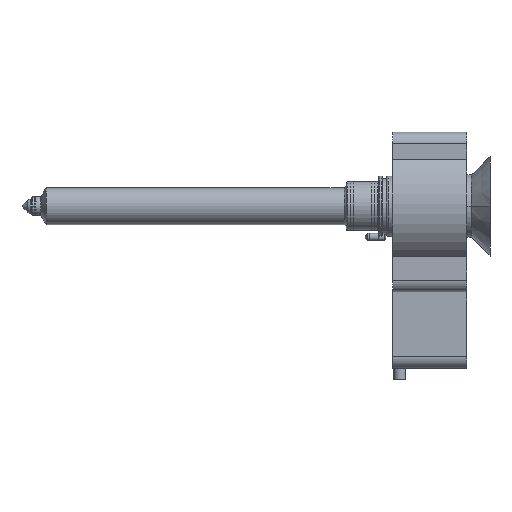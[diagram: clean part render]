
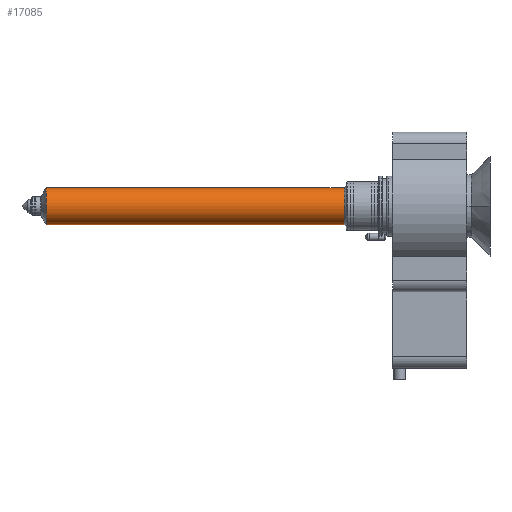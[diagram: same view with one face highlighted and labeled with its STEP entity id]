
A CAD part, top view. The second image highlights one B-rep face of the part: STEP entity #17085.
In plain terms, the highlighted cylindrical face has radius 8 mm (diameter 16 mm), a partial arc.
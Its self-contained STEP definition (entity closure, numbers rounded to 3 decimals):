
#435 = DIRECTION ( 'NONE',  ( -1., 0., 0. ) ) ;
#1161 = DIRECTION ( 'NONE',  ( -1., 0., 0. ) ) ;
#1753 = AXIS2_PLACEMENT_3D ( 'NONE', #19387, #10040, #435 ) ;
#1957 = EDGE_CURVE ( 'NONE', #19972, #10597, #16278, .T. ) ;
#2029 = EDGE_CURVE ( 'NONE', #10597, #10955, #18961, .T. ) ;
#5493 = DIRECTION ( 'NONE',  ( -1., 0., 0. ) ) ;
#5568 = CYLINDRICAL_SURFACE ( 'NONE', #10085, 8. ) ;
#6658 = EDGE_CURVE ( 'NONE', #9436, #10955, #9188, .T. ) ;
#9001 = CIRCLE ( 'NONE', #1753, 8. ) ;
#9188 = LINE ( 'NONE', #18406, #17015 ) ;
#9436 = VERTEX_POINT ( 'NONE', #11521 ) ;
#9799 = AXIS2_PLACEMENT_3D ( 'NONE', #16290, #19423, #5493 ) ;
#10040 = DIRECTION ( 'NONE',  ( 0., 0., -1. ) ) ;
#10085 = AXIS2_PLACEMENT_3D ( 'NONE', #13497, #15032, #1161 ) ;
#10432 = ORIENTED_EDGE ( 'NONE', *, *, #6658, .F. ) ;
#10597 = VERTEX_POINT ( 'NONE', #11526 ) ;
#10947 = ORIENTED_EDGE ( 'NONE', *, *, #18705, .T. ) ;
#10955 = VERTEX_POINT ( 'NONE', #16733 ) ;
#11230 = FACE_OUTER_BOUND ( 'NONE', #15877, .T. ) ;
#11295 = ORIENTED_EDGE ( 'NONE', *, *, #1957, .T. ) ;
#11461 = DIRECTION ( 'NONE',  ( 0., 0., -1. ) ) ;
#11521 = CARTESIAN_POINT ( 'NONE',  ( -8., 0., -10.436 ) ) ;
#11526 = CARTESIAN_POINT ( 'NONE',  ( 8., 0., -139. ) ) ;
#11976 = ORIENTED_EDGE ( 'NONE', *, *, #2029, .T. ) ;
#13497 = CARTESIAN_POINT ( 'NONE',  ( 0., 0., 0. ) ) ;
#15032 = DIRECTION ( 'NONE',  ( 0., 0., -1. ) ) ;
#15877 = EDGE_LOOP ( 'NONE', ( #10947, #11295, #11976, #10432 ) ) ;
#16222 = CARTESIAN_POINT ( 'NONE',  ( 8., 0., 0. ) ) ;
#16278 = LINE ( 'NONE', #16222, #17763 ) ;
#16290 = CARTESIAN_POINT ( 'NONE',  ( 0., 0., -139. ) ) ;
#16378 = CARTESIAN_POINT ( 'NONE',  ( 8., 0., -10.436 ) ) ;
#16733 = CARTESIAN_POINT ( 'NONE',  ( -8., 0., -139. ) ) ;
#16871 = DIRECTION ( 'NONE',  ( 0., 0., -1. ) ) ;
#17015 = VECTOR ( 'NONE', #16871, 1000. ) ;
#17085 = ADVANCED_FACE ( 'NONE', ( #11230 ), #5568, .T. ) ;
#17763 = VECTOR ( 'NONE', #11461, 1000. ) ;
#18406 = CARTESIAN_POINT ( 'NONE',  ( -8., 0., 0. ) ) ;
#18705 = EDGE_CURVE ( 'NONE', #9436, #19972, #9001, .T. ) ;
#18961 = CIRCLE ( 'NONE', #9799, 8. ) ;
#19387 = CARTESIAN_POINT ( 'NONE',  ( 0., 0., -10.436 ) ) ;
#19423 = DIRECTION ( 'NONE',  ( 0., 0., 1. ) ) ;
#19972 = VERTEX_POINT ( 'NONE', #16378 ) ;
